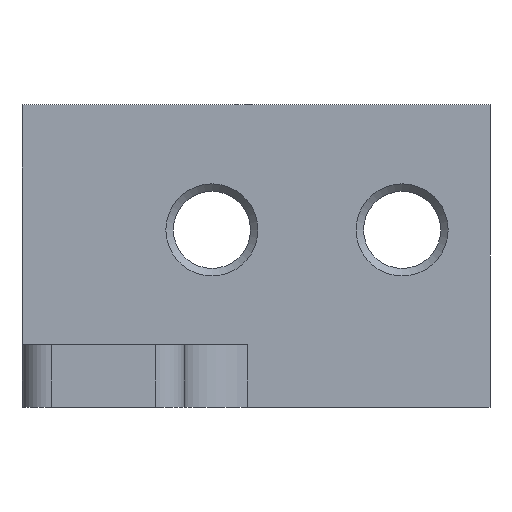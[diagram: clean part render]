
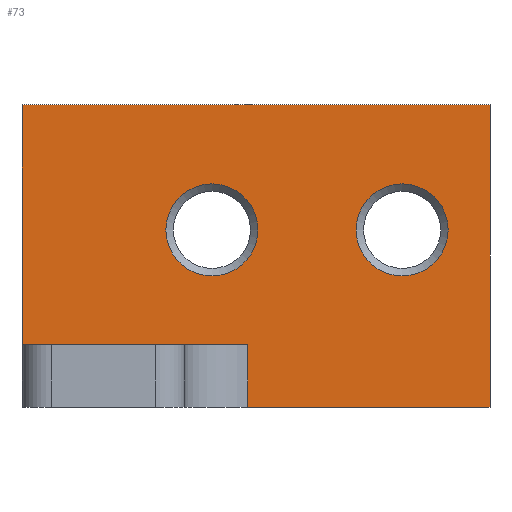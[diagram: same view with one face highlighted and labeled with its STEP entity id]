
A CAD part, left-side view. The second image highlights one B-rep face of the part: STEP entity #73.
In plain terms, the highlighted planar face has unit normal (-1, 0, 0).
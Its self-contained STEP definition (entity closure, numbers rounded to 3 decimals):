
#73=ADVANCED_FACE('',(#186,#187,#188),#103,.T.);
#103=PLANE('',#555);
#109=LINE('',#759,#145);
#120=LINE('',#792,#156);
#136=LINE('',#827,#172);
#137=LINE('',#833,#173);
#138=LINE('',#835,#174);
#139=LINE('',#836,#175);
#145=VECTOR('',#603,1.);
#156=VECTOR('',#630,1.);
#172=VECTOR('',#658,1.);
#173=VECTOR('',#665,1.);
#174=VECTOR('',#666,1.);
#175=VECTOR('',#667,1.);
#186=FACE_BOUND('',#228,.T.);
#187=FACE_BOUND('',#229,.T.);
#188=FACE_BOUND('',#230,.T.);
#228=EDGE_LOOP('',(#314));
#229=EDGE_LOOP('',(#315));
#230=EDGE_LOOP('',(#316,#317,#318,#319,#320,#321));
#314=ORIENTED_EDGE('',*,*,#482,.F.);
#315=ORIENTED_EDGE('',*,*,#483,.F.);
#316=ORIENTED_EDGE('',*,*,#447,.T.);
#317=ORIENTED_EDGE('',*,*,#484,.T.);
#318=ORIENTED_EDGE('',*,*,#485,.F.);
#319=ORIENTED_EDGE('',*,*,#481,.F.);
#320=ORIENTED_EDGE('',*,*,#486,.F.);
#321=ORIENTED_EDGE('',*,*,#463,.T.);
#399=VERTEX_POINT('',#758);
#400=VERTEX_POINT('',#760);
#414=VERTEX_POINT('',#793);
#425=VERTEX_POINT('',#824);
#426=VERTEX_POINT('',#826);
#427=VERTEX_POINT('',#830);
#428=VERTEX_POINT('',#832);
#429=VERTEX_POINT('',#834);
#447=EDGE_CURVE('',#400,#399,#109,.T.);
#463=EDGE_CURVE('',#414,#400,#120,.T.);
#481=EDGE_CURVE('',#426,#425,#136,.T.);
#482=EDGE_CURVE('',#427,#427,#516,.T.);
#483=EDGE_CURVE('',#428,#428,#517,.T.);
#484=EDGE_CURVE('',#399,#429,#137,.T.);
#485=EDGE_CURVE('',#425,#429,#138,.T.);
#486=EDGE_CURVE('',#414,#426,#139,.T.);
#516=CIRCLE('',#553,2.337);
#517=CIRCLE('',#554,2.337);
#553=AXIS2_PLACEMENT_3D('',#829,#661,#662);
#554=AXIS2_PLACEMENT_3D('',#831,#663,#664);
#555=AXIS2_PLACEMENT_3D('',#837,#668,#669);
#603=DIRECTION('',(0.,-1.,0.));
#630=DIRECTION('',(0.,0.,-1.));
#658=DIRECTION('',(0.,0.,-1.));
#661=DIRECTION('',(-1.,0.,0.));
#662=DIRECTION('',(0.,0.,1.));
#663=DIRECTION('',(-1.,0.,0.));
#664=DIRECTION('',(0.,0.,1.));
#665=DIRECTION('',(0.,0.,-1.));
#666=DIRECTION('',(0.,1.,0.));
#667=DIRECTION('',(0.,-1.,0.));
#668=DIRECTION('',(-1.,0.,0.));
#669=DIRECTION('',(0.,0.,1.));
#758=CARTESIAN_POINT('',(2.235,-39.05,-5.825));
#759=CARTESIAN_POINT('',(2.235,0.,-5.825));
#760=CARTESIAN_POINT('',(2.235,-27.6,-5.825));
#792=CARTESIAN_POINT('',(2.235,-27.6,126.08));
#793=CARTESIAN_POINT('',(2.235,-27.6,6.35));
#824=CARTESIAN_POINT('',(2.235,-51.35,-9.));
#826=CARTESIAN_POINT('',(2.235,-51.35,6.35));
#827=CARTESIAN_POINT('',(2.235,-51.35,-5.825));
#829=CARTESIAN_POINT('',(2.235,-37.239,0.));
#830=CARTESIAN_POINT('',(2.235,-37.239,2.337));
#831=CARTESIAN_POINT('',(2.235,-46.891,0.));
#832=CARTESIAN_POINT('',(2.235,-46.891,2.337));
#833=CARTESIAN_POINT('',(2.235,-39.05,-9.));
#834=CARTESIAN_POINT('',(2.235,-39.05,-9.));
#835=CARTESIAN_POINT('',(2.235,-51.35,-9.));
#836=CARTESIAN_POINT('',(2.235,-27.6,6.35));
#837=CARTESIAN_POINT('',(2.235,-51.35,-5.825));
